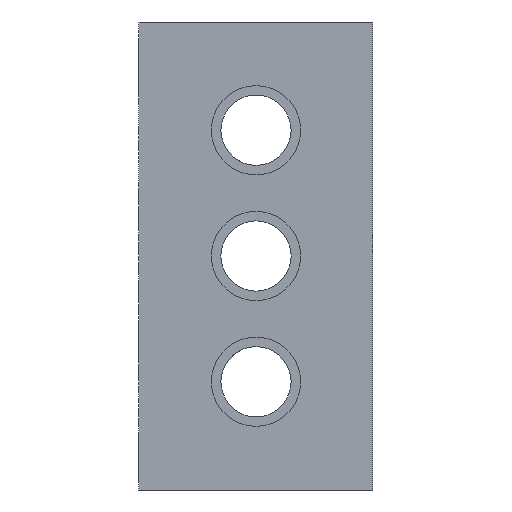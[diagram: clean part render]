
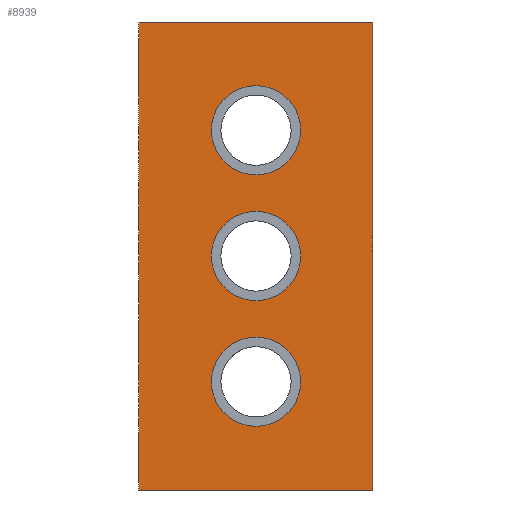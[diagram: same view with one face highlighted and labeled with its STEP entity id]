
A CAD part, left-side view. The second image highlights one B-rep face of the part: STEP entity #8939.
In plain terms, the highlighted planar face has unit normal (-1, 0, 0).
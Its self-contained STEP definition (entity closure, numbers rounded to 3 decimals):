
#60 = CARTESIAN_POINT ( 'NONE',  ( -98., 20., 40. ) ) ;
#135 = AXIS2_PLACEMENT_3D ( 'NONE', #25532, #12586, #27731 ) ;
#578 = CARTESIAN_POINT ( 'NONE',  ( -98., -20., 40. ) ) ;
#632 = VERTEX_POINT ( 'NONE', #13909 ) ;
#702 = AXIS2_PLACEMENT_3D ( 'NONE', #7077, #22235, #9237 ) ;
#917 = CIRCLE ( 'NONE', #27514, 7.625 ) ;
#940 = DIRECTION ( 'NONE',  ( -1., 0., 0. ) ) ;
#1548 = DIRECTION ( 'NONE',  ( 0., 0., 1. ) ) ;
#1647 = EDGE_CURVE ( 'NONE', #25646, #27915, #22499, .T. ) ;
#2006 = EDGE_LOOP ( 'NONE', ( #14168, #20376, #22230, #3439 ) ) ;
#2610 = CARTESIAN_POINT ( 'NONE',  ( -98., 0., 29.125 ) ) ;
#2852 = DIRECTION ( 'NONE',  ( -1., 0., 0. ) ) ;
#3022 = VERTEX_POINT ( 'NONE', #17360 ) ;
#3340 = DIRECTION ( 'NONE',  ( -1., 0., 0. ) ) ;
#3439 = ORIENTED_EDGE ( 'NONE', *, *, #9594, .F. ) ;
#3653 = DIRECTION ( 'NONE',  ( -1., 0., 0. ) ) ;
#3742 = EDGE_CURVE ( 'NONE', #632, #27704, #23125, .T. ) ;
#3950 = EDGE_CURVE ( 'NONE', #17945, #25646, #18368, .T. ) ;
#4534 = CIRCLE ( 'NONE', #135, 7.625 ) ;
#4596 = LINE ( 'NONE', #14359, #26948 ) ;
#4825 = AXIS2_PLACEMENT_3D ( 'NONE', #11990, #3653, #18783 ) ;
#5545 = PLANE ( 'NONE',  #4825 ) ;
#5922 = ORIENTED_EDGE ( 'NONE', *, *, #23188, .F. ) ;
#6619 = AXIS2_PLACEMENT_3D ( 'NONE', #15806, #2852, #17978 ) ;
#6962 = LINE ( 'NONE', #578, #12070 ) ;
#7077 = CARTESIAN_POINT ( 'NONE',  ( -98., 0., 21.5 ) ) ;
#7097 = CIRCLE ( 'NONE', #24811, 7.625 ) ;
#7437 = CARTESIAN_POINT ( 'NONE',  ( -98., 0., -13.875 ) ) ;
#7914 = DIRECTION ( 'NONE',  ( 0., 1., 0. ) ) ;
#8025 = FACE_BOUND ( 'NONE', #8588, .T. ) ;
#8533 = ORIENTED_EDGE ( 'NONE', *, *, #24492, .F. ) ;
#8588 = EDGE_LOOP ( 'NONE', ( #23956, #8533 ) ) ;
#8939 = ADVANCED_FACE ( 'NONE', ( #19532, #13789, #8025, #25302 ), #5545, .T. ) ;
#9143 = EDGE_LOOP ( 'NONE', ( #18789, #5922 ) ) ;
#9237 = DIRECTION ( 'NONE',  ( 0., 0., 1. ) ) ;
#9292 = CARTESIAN_POINT ( 'NONE',  ( -98., 20., 40. ) ) ;
#9294 = EDGE_CURVE ( 'NONE', #12342, #15321, #917, .T. ) ;
#9594 = EDGE_CURVE ( 'NONE', #17945, #17603, #6962, .T. ) ;
#11853 = VERTEX_POINT ( 'NONE', #7437 ) ;
#11990 = CARTESIAN_POINT ( 'NONE',  ( -98., 0., 0. ) ) ;
#12070 = VECTOR ( 'NONE', #15710, 1000. ) ;
#12209 = ORIENTED_EDGE ( 'NONE', *, *, #9294, .F. ) ;
#12342 = VERTEX_POINT ( 'NONE', #2610 ) ;
#12586 = DIRECTION ( 'NONE',  ( -1., 0., 0. ) ) ;
#12630 = VECTOR ( 'NONE', #24157, 1000. ) ;
#13467 = CARTESIAN_POINT ( 'NONE',  ( -98., 20., -40. ) ) ;
#13789 = FACE_BOUND ( 'NONE', #9143, .T. ) ;
#13883 = CARTESIAN_POINT ( 'NONE',  ( -98., 0., -21.5 ) ) ;
#13909 = CARTESIAN_POINT ( 'NONE',  ( -98., 0., 7.625 ) ) ;
#14168 = ORIENTED_EDGE ( 'NONE', *, *, #3950, .T. ) ;
#14359 = CARTESIAN_POINT ( 'NONE',  ( -98., -20., -40. ) ) ;
#14490 = DIRECTION ( 'NONE',  ( -1., 0., 0. ) ) ;
#14814 = CARTESIAN_POINT ( 'NONE',  ( -98., 0., -7.625 ) ) ;
#15321 = VERTEX_POINT ( 'NONE', #16594 ) ;
#15710 = DIRECTION ( 'NONE',  ( 0., 0., -1. ) ) ;
#15806 = CARTESIAN_POINT ( 'NONE',  ( -98., 0., -21.5 ) ) ;
#16073 = DIRECTION ( 'NONE',  ( 0., 0., 1. ) ) ;
#16084 = VECTOR ( 'NONE', #26635, 1000. ) ;
#16314 = CARTESIAN_POINT ( 'NONE',  ( -98., 0., 21.5 ) ) ;
#16351 = CIRCLE ( 'NONE', #6619, 7.625 ) ;
#16594 = CARTESIAN_POINT ( 'NONE',  ( -98., 0., 13.875 ) ) ;
#17291 = CIRCLE ( 'NONE', #702, 7.625 ) ;
#17360 = CARTESIAN_POINT ( 'NONE',  ( -98., 0., -29.125 ) ) ;
#17603 = VERTEX_POINT ( 'NONE', #18506 ) ;
#17945 = VERTEX_POINT ( 'NONE', #26618 ) ;
#17978 = DIRECTION ( 'NONE',  ( 0., 0., 1. ) ) ;
#18368 = LINE ( 'NONE', #21982, #12630 ) ;
#18470 = DIRECTION ( 'NONE',  ( 0., 0., 1. ) ) ;
#18483 = EDGE_CURVE ( 'NONE', #15321, #12342, #17291, .T. ) ;
#18506 = CARTESIAN_POINT ( 'NONE',  ( -98., -20., -40. ) ) ;
#18783 = DIRECTION ( 'NONE',  ( 0., 0., 1. ) ) ;
#18789 = ORIENTED_EDGE ( 'NONE', *, *, #3742, .F. ) ;
#18989 = EDGE_CURVE ( 'NONE', #11853, #3022, #7097, .T. ) ;
#19532 = FACE_BOUND ( 'NONE', #26041, .T. ) ;
#20376 = ORIENTED_EDGE ( 'NONE', *, *, #1647, .T. ) ;
#21982 = CARTESIAN_POINT ( 'NONE',  ( -98., -20., 40. ) ) ;
#22102 = EDGE_CURVE ( 'NONE', #17603, #27915, #4596, .T. ) ;
#22158 = ORIENTED_EDGE ( 'NONE', *, *, #18483, .F. ) ;
#22230 = ORIENTED_EDGE ( 'NONE', *, *, #22102, .F. ) ;
#22235 = DIRECTION ( 'NONE',  ( -1., 0., 0. ) ) ;
#22499 = LINE ( 'NONE', #9292, #16084 ) ;
#23125 = CIRCLE ( 'NONE', #26705, 7.625 ) ;
#23188 = EDGE_CURVE ( 'NONE', #27704, #632, #4534, .T. ) ;
#23956 = ORIENTED_EDGE ( 'NONE', *, *, #18989, .F. ) ;
#24157 = DIRECTION ( 'NONE',  ( 0., 1., 0. ) ) ;
#24492 = EDGE_CURVE ( 'NONE', #3022, #11853, #16351, .T. ) ;
#24811 = AXIS2_PLACEMENT_3D ( 'NONE', #13883, #940, #16073 ) ;
#25302 = FACE_OUTER_BOUND ( 'NONE', #2006, .T. ) ;
#25532 = CARTESIAN_POINT ( 'NONE',  ( -98., 0., 0. ) ) ;
#25646 = VERTEX_POINT ( 'NONE', #60 ) ;
#26041 = EDGE_LOOP ( 'NONE', ( #12209, #22158 ) ) ;
#26618 = CARTESIAN_POINT ( 'NONE',  ( -98., -20., 40. ) ) ;
#26635 = DIRECTION ( 'NONE',  ( 0., 0., -1. ) ) ;
#26705 = AXIS2_PLACEMENT_3D ( 'NONE', #27470, #14490, #1548 ) ;
#26948 = VECTOR ( 'NONE', #7914, 1000. ) ;
#27470 = CARTESIAN_POINT ( 'NONE',  ( -98., 0., 0. ) ) ;
#27514 = AXIS2_PLACEMENT_3D ( 'NONE', #16314, #3340, #18470 ) ;
#27704 = VERTEX_POINT ( 'NONE', #14814 ) ;
#27731 = DIRECTION ( 'NONE',  ( 0., 0., 1. ) ) ;
#27915 = VERTEX_POINT ( 'NONE', #13467 ) ;
